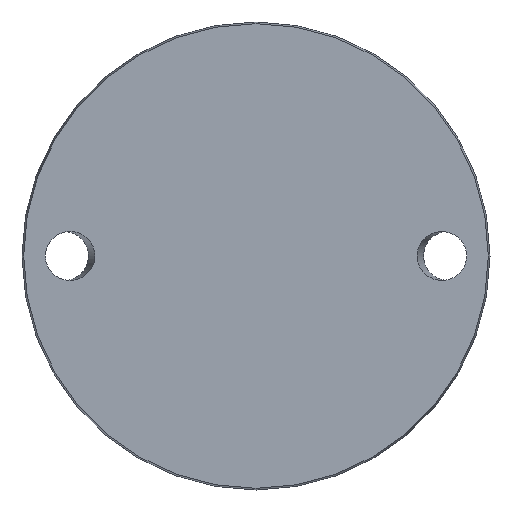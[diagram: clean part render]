
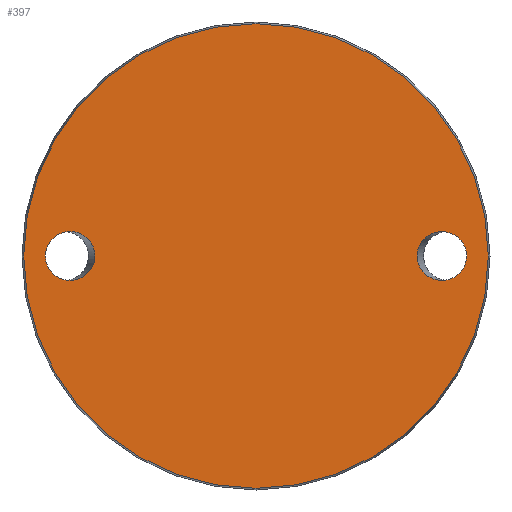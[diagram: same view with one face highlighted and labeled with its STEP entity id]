
A CAD part, front view. The second image highlights one B-rep face of the part: STEP entity #397.
In plain terms, the highlighted planar face has unit normal (0, -1, 0).
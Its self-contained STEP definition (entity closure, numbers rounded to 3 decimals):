
#43 = DIRECTION ( 'NONE',  ( 0., 0., -1. ) ) ;
#68 = CARTESIAN_POINT ( 'NONE',  ( -71.115, 0., 0. ) ) ;
#69 = CARTESIAN_POINT ( 'NONE',  ( -78.425, 0., 0. ) ) ;
#85 = DIRECTION ( 'NONE',  ( 0., 1., 0. ) ) ;
#121 =( BOUNDED_CURVE ( )  B_SPLINE_CURVE ( 3, ( #927, #198, #547, #304, #1024, #481, #68 ),
 .UNSPECIFIED., .T., .F. ) 
 B_SPLINE_CURVE_WITH_KNOTS ( ( 4, 3, 4 ),
 ( 0., 3.142, 6.283 ),
 .UNSPECIFIED. ) 
 CURVE ( )  GEOMETRIC_REPRESENTATION_ITEM ( )  RATIONAL_B_SPLINE_CURVE ( ( 1., 0.333, 0.333, 1., 0.333, 0.333, 1. ) ) 
 REPRESENTATION_ITEM ( '' )  );
#165 = FACE_BOUND ( 'NONE', #367, .T. ) ;
#167 = CARTESIAN_POINT ( 'NONE',  ( 71.115, 0., 16.5 ) ) ;
#196 = ORIENTED_EDGE ( 'NONE', *, *, #552, .T. ) ;
#198 = CARTESIAN_POINT ( 'NONE',  ( -71.115, 0., 16.5 ) ) ;
#224 =( BOUNDED_CURVE ( )  B_SPLINE_CURVE ( 3, ( #413, #904, #319, #577, #167, #722, #970 ),
 .UNSPECIFIED., .T., .T. ) 
 B_SPLINE_CURVE_WITH_KNOTS ( ( 4, 3, 4 ),
 ( 0., 3.142, 6.283 ),
 .UNSPECIFIED. ) 
 CURVE ( )  GEOMETRIC_REPRESENTATION_ITEM ( )  RATIONAL_B_SPLINE_CURVE ( ( 1., 0.333, 0.333, 1., 0.333, 0.333, 1. ) ) 
 REPRESENTATION_ITEM ( '' )  );
#230 = CARTESIAN_POINT ( 'NONE',  ( 0., 0., -78.425 ) ) ;
#233 = PLANE ( 'NONE',  #880 ) ;
#291 = EDGE_LOOP ( 'NONE', ( #196 ) ) ;
#304 = CARTESIAN_POINT ( 'NONE',  ( -54.385, 0., 0. ) ) ;
#319 = CARTESIAN_POINT ( 'NONE',  ( 71.115, 0., -16.5 ) ) ;
#364 = CIRCLE ( 'NONE', #727, 78.425 ) ;
#367 = EDGE_LOOP ( 'NONE', ( #391 ) ) ;
#390 = DIRECTION ( 'NONE',  ( 0., 0., 1. ) ) ;
#391 = ORIENTED_EDGE ( 'NONE', *, *, #624, .T. ) ;
#397 = ADVANCED_FACE ( 'NONE', ( #165, #400, #554 ), #233, .F. ) ;
#400 = FACE_BOUND ( 'NONE', #544, .T. ) ;
#413 = CARTESIAN_POINT ( 'NONE',  ( 54.385, 0., 0. ) ) ;
#480 = VERTEX_POINT ( 'NONE', #230 ) ;
#481 = CARTESIAN_POINT ( 'NONE',  ( -71.115, 0., -16.5 ) ) ;
#544 = EDGE_LOOP ( 'NONE', ( #806 ) ) ;
#547 = CARTESIAN_POINT ( 'NONE',  ( -54.385, 0., 16.5 ) ) ;
#552 = EDGE_CURVE ( 'NONE', #480, #480, #364, .T. ) ;
#554 = FACE_OUTER_BOUND ( 'NONE', #291, .T. ) ;
#577 = CARTESIAN_POINT ( 'NONE',  ( 71.115, 0., 0. ) ) ;
#583 = CARTESIAN_POINT ( 'NONE',  ( 54.385, 0., 0. ) ) ;
#599 = DIRECTION ( 'NONE',  ( 0., -1., 0. ) ) ;
#624 = EDGE_CURVE ( 'NONE', #637, #637, #121, .T. ) ;
#637 = VERTEX_POINT ( 'NONE', #889 ) ;
#722 = CARTESIAN_POINT ( 'NONE',  ( 54.385, 0., 16.5 ) ) ;
#727 = AXIS2_PLACEMENT_3D ( 'NONE', #936, #599, #43 ) ;
#806 = ORIENTED_EDGE ( 'NONE', *, *, #1012, .F. ) ;
#880 = AXIS2_PLACEMENT_3D ( 'NONE', #69, #85, #390 ) ;
#889 = CARTESIAN_POINT ( 'NONE',  ( -71.115, 0., 0. ) ) ;
#904 = CARTESIAN_POINT ( 'NONE',  ( 54.385, 0., -16.5 ) ) ;
#927 = CARTESIAN_POINT ( 'NONE',  ( -71.115, 0., 0. ) ) ;
#936 = CARTESIAN_POINT ( 'NONE',  ( 0., 0., 0. ) ) ;
#970 = CARTESIAN_POINT ( 'NONE',  ( 54.385, 0., 0. ) ) ;
#994 = VERTEX_POINT ( 'NONE', #583 ) ;
#1012 = EDGE_CURVE ( 'NONE', #994, #994, #224, .T. ) ;
#1024 = CARTESIAN_POINT ( 'NONE',  ( -54.385, 0., -16.5 ) ) ;
